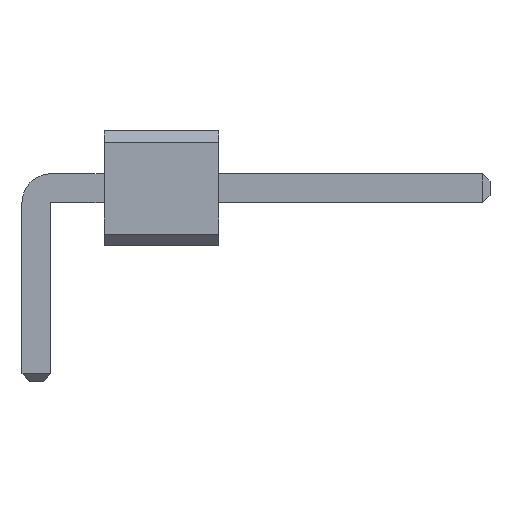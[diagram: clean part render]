
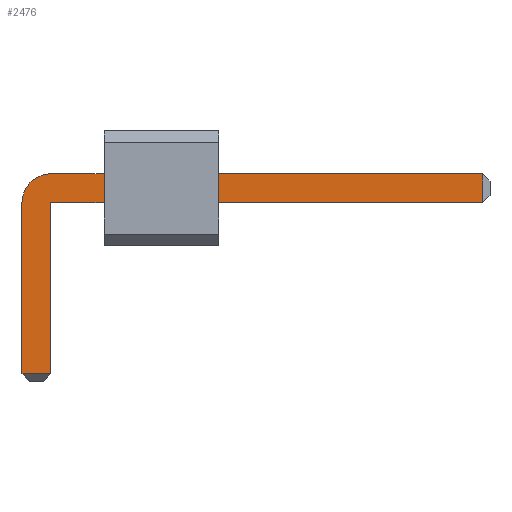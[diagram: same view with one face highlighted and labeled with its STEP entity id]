
A CAD part, front view. The second image highlights one B-rep face of the part: STEP entity #2476.
In plain terms, the highlighted planar face has unit normal (0, -1, 0).
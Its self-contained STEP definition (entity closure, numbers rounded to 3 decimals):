
#13=DIRECTION('',(0.,0.,1.));
#1069=VECTOR('',#13,1.);
#2276=VECTOR('',#2277,1.);
#2277=DIRECTION('',(1.,0.,0.));
#2283=VECTOR('',#2284,1.);
#2284=DIRECTION('',(0.,0.,-1.));
#2291=VECTOR('',#2292,1.);
#2292=DIRECTION('',(-1.,0.,0.));
#2313=DIRECTION('',(-0.,1.,0.));
#2317=DIRECTION('',(0.,1.,0.));
#2318=DIRECTION('',(1.,0.,0.));
#2325=VERTEX_POINT('',#2326);
#2326=CARTESIAN_POINT('',(0.32,-43.5,1.59));
#2328=ORIENTED_EDGE('',*,*,#2329,.T.);
#2329=EDGE_CURVE('',#2325,#2330,#2332,.T.);
#2330=VERTEX_POINT('',#2331);
#2331=CARTESIAN_POINT('',(9.88,-43.5,1.59));
#2332=LINE('',#2333,#2276);
#2333=CARTESIAN_POINT('',(-0.32,-43.5,1.59));
#2371=EDGE_CURVE('',#2372,#2325,#2374,.T.);
#2372=VERTEX_POINT('',#2373);
#2373=CARTESIAN_POINT('',(-0.32,-43.5,0.95));
#2374=CIRCLE('',#2375,0.64);
#2375=AXIS2_PLACEMENT_3D('',#2376,#2313,#2284);
#2376=CARTESIAN_POINT('',(0.32,-43.5,0.95));
#2388=VERTEX_POINT('',#2389);
#2389=CARTESIAN_POINT('',(9.88,-43.5,0.95));
#2391=ORIENTED_EDGE('',*,*,#2392,.T.);
#2392=EDGE_CURVE('',#2388,#2393,#2394,.T.);
#2393=VERTEX_POINT('',#2376);
#2394=LINE('',#2395,#2291);
#2395=CARTESIAN_POINT('',(10.04,-43.5,0.95));
#2407=VERTEX_POINT('',#2408);
#2408=CARTESIAN_POINT('',(-0.32,-43.5,-2.84));
#2410=ORIENTED_EDGE('',*,*,#2411,.T.);
#2411=EDGE_CURVE('',#2407,#2372,#2412,.T.);
#2412=LINE('',#2413,#1069);
#2413=CARTESIAN_POINT('',(-0.32,-43.5,-3.));
#2421=ORIENTED_EDGE('',*,*,#2422,.T.);
#2422=EDGE_CURVE('',#2393,#2423,#2425,.T.);
#2423=VERTEX_POINT('',#2424);
#2424=CARTESIAN_POINT('',(0.32,-43.5,-2.84));
#2425=LINE('',#2376,#2283);
#2476=ADVANCED_FACE('',(#2477),#2486,.F.);
#2477=FACE_BOUND('',#2478,.F.);
#2478=EDGE_LOOP('',(#2328,#2479,#2391,#2421,#2482,#2410,#2485));
#2479=ORIENTED_EDGE('',*,*,#2480,.T.);
#2480=EDGE_CURVE('',#2330,#2388,#2481,.T.);
#2481=LINE('',#2331,#2283);
#2482=ORIENTED_EDGE('',*,*,#2483,.T.);
#2483=EDGE_CURVE('',#2423,#2407,#2484,.T.);
#2484=LINE('',#2424,#2291);
#2485=ORIENTED_EDGE('',*,*,#2371,.T.);
#2486=PLANE('',#2487);
#2487=AXIS2_PLACEMENT_3D('',#2488,#2317,#2318);
#2488=CARTESIAN_POINT('',(3.576,-43.5,0.579));
